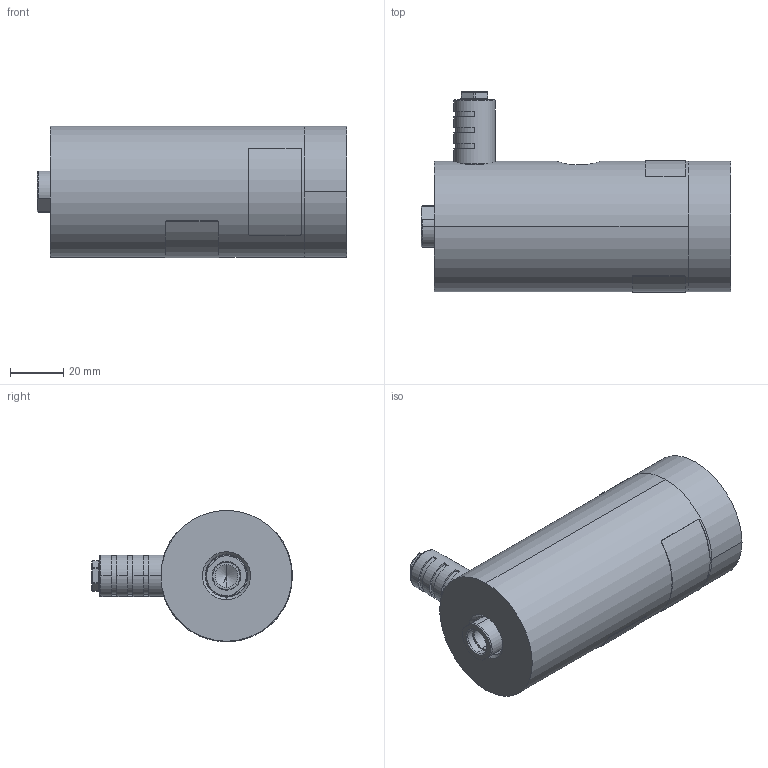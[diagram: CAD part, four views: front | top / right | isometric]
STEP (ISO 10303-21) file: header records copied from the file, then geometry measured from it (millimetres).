
FILE_DESCRIPTION (( 'STEP AP214' ), '1' );
FILE_NAME ('NTK 16 #03316000.STEP', '2022-01-27T11:02:04', ( '' ), ( '' ), 'SwSTEP 2.0', 'SolidWorks 2015', '' );
FILE_SCHEMA (( 'AUTOMOTIVE_DESIGN' ));
Length unit declared in the file: millimetre
Products named in the file (1): NTK 16 #03316000
Bounding box: 116 x 75.2 x 49.14 mm (x, y, z)
Volume: 218191.9 mm3; surface area: 42018.9 mm2
Topology: 11 solids, 11 shells, 292 faces, 684 edges, 422 vertices
Faces by surface type: plane 119, cylinder 110, bspline 34, cone 29
Entity records: 12529 total; most frequent: CARTESIAN_POINT 2581, DIRECTION 1429, ORIENTED_EDGE 1330, EDGE_CURVE 665, AXIS2_PLACEMENT_3D 564, VERTEX_POINT 422, EDGE_LOOP 327, UNCERTAINTY_MEASURE_WITH_UNIT 305
